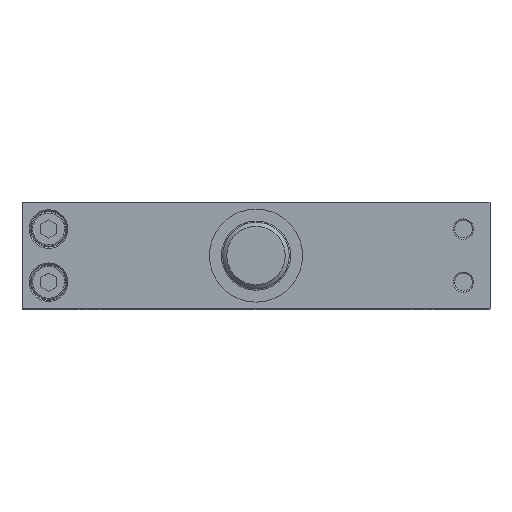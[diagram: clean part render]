
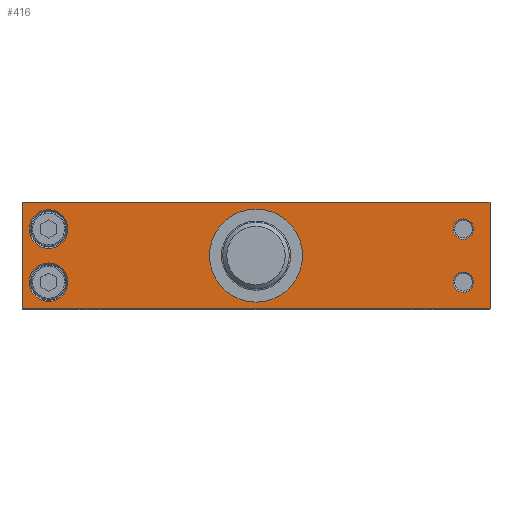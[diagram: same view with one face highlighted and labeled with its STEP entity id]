
A CAD part, top view. The second image highlights one B-rep face of the part: STEP entity #416.
In plain terms, the highlighted planar face has unit normal (0, 0, 1).
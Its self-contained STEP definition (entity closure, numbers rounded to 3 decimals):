
#190=CARTESIAN_POINT('',(-88.0,-20.,25.0));
#191=VERTEX_POINT('',#190);
#192=CARTESIAN_POINT('',(-88.0,20.0,25.0));
#193=VERTEX_POINT('',#192);
#194=CARTESIAN_POINT('',(-88.0,-20.,25.0));
#195=DIRECTION('',(0.0,1.0,0.0));
#196=VECTOR('',#195,40.);
#197=LINE('',#194,#196);
#198=EDGE_CURVE('',#191,#193,#197,.T.);
#327=CARTESIAN_POINT('',(13.0,0.,25.0));
#328=VERTEX_POINT('',#327);
#329=CARTESIAN_POINT('',(0.0,0.0,25.0));
#330=DIRECTION('',(0.0,0.0,1.0));
#331=DIRECTION('',(-1.0,0.0,0.0));
#332=AXIS2_PLACEMENT_3D('',#329,#330,#331);
#333=CIRCLE('',#332,13.0);
#334=EDGE_CURVE('',#328,#328,#333,.T.);
#339=CARTESIAN_POINT('',(0.,0.,25.0));
#340=DIRECTION('',(0.0,0.0,1.0));
#341=DIRECTION('',(1.0,0.0,0.0));
#342=AXIS2_PLACEMENT_3D('',#339,#340,#341);
#343=PLANE('',#342);
#344=CARTESIAN_POINT('',(88.0,20.0,25.0));
#345=VERTEX_POINT('',#344);
#346=CARTESIAN_POINT('',(88.0,-20.0,25.0));
#347=VERTEX_POINT('',#346);
#348=CARTESIAN_POINT('',(88.0,20.0,25.0));
#349=DIRECTION('',(0.0,-1.0,0.0));
#350=VECTOR('',#349,40.0);
#351=LINE('',#348,#350);
#352=EDGE_CURVE('',#345,#347,#351,.T.);
#353=ORIENTED_EDGE('',*,*,#352,.F.);
#354=CARTESIAN_POINT('',(-88.0,20.0,25.0));
#355=DIRECTION('',(1.0,0.0,0.0));
#356=VECTOR('',#355,176.0);
#357=LINE('',#354,#356);
#358=EDGE_CURVE('',#193,#345,#357,.T.);
#359=ORIENTED_EDGE('',*,*,#358,.F.);
#360=ORIENTED_EDGE('',*,*,#198,.F.);
#361=CARTESIAN_POINT('',(88.0,-20.0,25.0));
#362=DIRECTION('',(-1.0,0.0,0.0));
#363=VECTOR('',#362,176.0);
#364=LINE('',#361,#363);
#365=EDGE_CURVE('',#347,#191,#364,.T.);
#366=ORIENTED_EDGE('',*,*,#365,.F.);
#367=EDGE_LOOP('',(#353,#359,#360,#366));
#368=FACE_OUTER_BOUND('',#367,.T.);
#369=CARTESIAN_POINT('',(-70.75,-10.,25.0));
#370=VERTEX_POINT('',#369);
#371=CARTESIAN_POINT('',(-78.0,-10.0,25.0));
#372=DIRECTION('',(0.0,0.0,1.0));
#373=DIRECTION('',(-1.0,0.0,0.0));
#374=AXIS2_PLACEMENT_3D('',#371,#372,#373);
#375=CIRCLE('',#374,7.25);
#376=EDGE_CURVE('',#370,#370,#375,.T.);
#377=ORIENTED_EDGE('',*,*,#376,.F.);
#378=EDGE_LOOP('',(#377));
#379=FACE_BOUND('',#378,.T.);
#380=CARTESIAN_POINT('',(-70.75,10.0,25.0));
#381=VERTEX_POINT('',#380);
#382=CARTESIAN_POINT('',(-78.0,10.0,25.0));
#383=DIRECTION('',(0.0,0.0,1.0));
#384=DIRECTION('',(-1.0,0.0,0.0));
#385=AXIS2_PLACEMENT_3D('',#382,#383,#384);
#386=CIRCLE('',#385,7.25);
#387=EDGE_CURVE('',#381,#381,#386,.T.);
#388=ORIENTED_EDGE('',*,*,#387,.F.);
#389=EDGE_LOOP('',(#388));
#390=FACE_BOUND('',#389,.T.);
#391=CARTESIAN_POINT('',(81.824,10.0,25.0));
#392=VERTEX_POINT('',#391);
#393=CARTESIAN_POINT('',(78.0,10.0,25.0));
#394=DIRECTION('',(0.0,0.0,1.0));
#395=DIRECTION('',(-1.0,0.0,0.0));
#396=AXIS2_PLACEMENT_3D('',#393,#394,#395);
#397=CIRCLE('',#396,3.823);
#398=EDGE_CURVE('',#392,#392,#397,.T.);
#399=ORIENTED_EDGE('',*,*,#398,.F.);
#400=EDGE_LOOP('',(#399));
#401=FACE_BOUND('',#400,.T.);
#402=CARTESIAN_POINT('',(81.824,-10.0,25.0));
#403=VERTEX_POINT('',#402);
#404=CARTESIAN_POINT('',(78.0,-10.0,25.0));
#405=DIRECTION('',(0.0,0.0,1.0));
#406=DIRECTION('',(-1.0,0.0,0.0));
#407=AXIS2_PLACEMENT_3D('',#404,#405,#406);
#408=CIRCLE('',#407,3.823);
#409=EDGE_CURVE('',#403,#403,#408,.T.);
#410=ORIENTED_EDGE('',*,*,#409,.F.);
#411=EDGE_LOOP('',(#410));
#412=FACE_BOUND('',#411,.T.);
#413=ORIENTED_EDGE('',*,*,#334,.F.);
#414=EDGE_LOOP('',(#413));
#415=FACE_BOUND('',#414,.T.);
#416=ADVANCED_FACE('',(#368,#379,#390,#401,#412,#415),#343,.T.);
